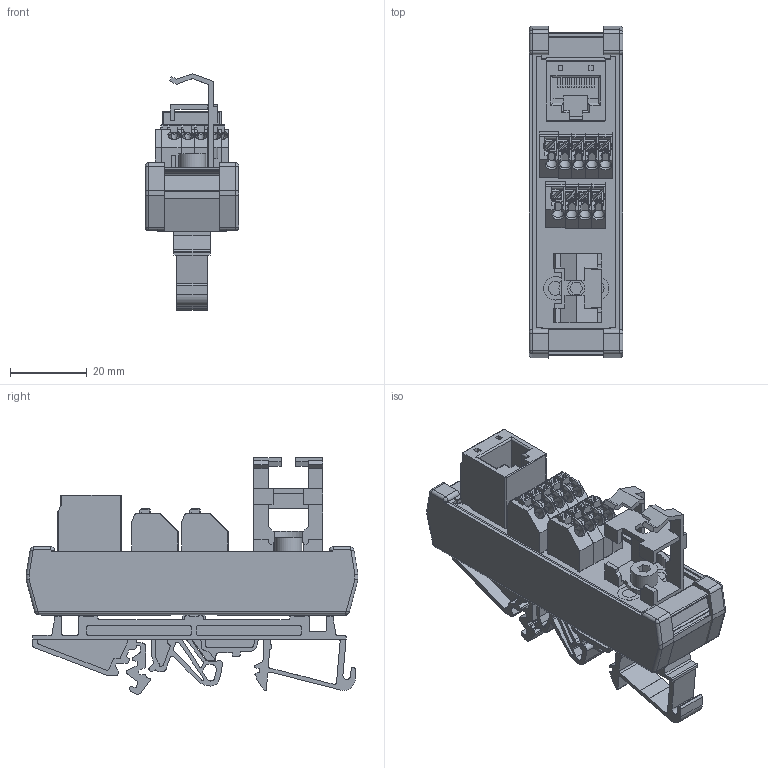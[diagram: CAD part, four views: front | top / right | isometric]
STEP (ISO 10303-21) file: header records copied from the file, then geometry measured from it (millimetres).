
FILE_DESCRIPTION(/* description */ (''),/* implementation_level */ '2;1');
FILE_NAME(/* name */'15904_2_RJS45_SH.stp',/* time_stamp */ '2022-08-10T14:01:07+02:00',/* author */ (''),/* organization */ (''),/* preprocessor_version */ 'ST-DEVELOPER v19',/* originating_system */ 'Autodesk Translation Framework v11.7.0.108',/* authorisation */ '');
FILE_SCHEMA (('AUTOMOTIVE_DESIGN { 1 0 10303 214 3 1 1 }'));
Length unit declared in the file: millimetre
Products named in the file (27): Rjs45-sh; Rjs45-sh.rev0_BoardAndModels; Submodel-AssyDefn_3; 5683_RF_SP_1.stp; Submodel-AssyDefn_2; 5681_AP_1_TS.stp; Submodel-AssyDefn_1; 5680_RS-SP_1_18_mm.stp; DesignRootModel; uid__9223372036854776278; Submodel-J_semi_RJ45_part_CON_slash_RJ45-133184; Submodel-/ccnl-dcCCNOntwikkeling openstaande ontwerpenErikRJS45-SHRjs
45-sh.rev0_PCB3DImportedPartModels855065002.stp; 855065002.xtd; Submodel-PK_semi_PBK4291_part_TER_slash_PBK4291_slash_3.50_slash_1S; Submodel-/ccnl-dcCCNOntwikkeling openstaande ontwerpenErikRJS45-SHRjs
45-sh.rev0_PCB3DImportedPartModelsR_AK4291_1KDVP_35_Pin_hinten.stp; PTR_AK4291_1KDVP_35_Pin_hinten.xtd; Submodel-PK_semi_PBK4291_part_TER_slash_PBK4291_slash_3.50; Submodel-/ccnl-dcCCNOntwikkeling openstaande ontwerpenErikRJS45-SHRjs
45-sh.rev0_PCB3DImportedPartModelsR_AK4291_1KDVP_35_ohne_SW_Pin_hinten.
stp; PTR_AK4291_1KDVP_35_ohne_SW_Pin_hinten.xtd; Submodel-PK_semi_SAB8-D_part_TER_slash_SAB8-D; Submodel-/ccnl-dcCCNOntwikkeling openstaande ontwerpenErikRJS45-SHRjs
45-sh.rev0_PCB3DImportedPartModels1549_0_SAB_8-D_select.stp; 1549_0_SAB_8-D_select.xtd; Submodel-MM_semi_KABELBEUGEL1_3590784622_part_MTM_slash_KABELBEUGEL1; Submodel-noModelForPart_MM_semi_KABELBEUGEL1_3590784622; placementOutline; placementOutline (1); placementOutline (2)
Assembly tree (34 placements, depth 6):
  Rjs45-sh
    Rjs45-sh.rev0_BoardAndModels
      Submodel-AssyDefn_3
        5683_RF_SP_1.stp
      Submodel-AssyDefn_2  x2
        5681_AP_1_TS.stp
      Submodel-AssyDefn_1
        5680_RS-SP_1_18_mm.stp
      DesignRootModel
        uid__9223372036854776278
        Submodel-J_semi_RJ45_part_CON_slash_RJ45-133184
          Submodel-/ccnl-dcCCNOntwikkeling openstaande ontwerpenErikRJS45-SHRjs
45-sh.rev0_PCB3DImportedPartModels855065002.stp
            855065002.xtd
        Submodel-PK_semi_PBK4291_part_TER_slash_PBK4291_slash_3.50_slash_1S  x2
          Submodel-/ccnl-dcCCNOntwikkeling openstaande ontwerpenErikRJS45-SHRjs
45-sh.rev0_PCB3DImportedPartModelsR_AK4291_1KDVP_35_Pin_hinten.stp
            PTR_AK4291_1KDVP_35_Pin_hinten.xtd
        Submodel-PK_semi_PBK4291_part_TER_slash_PBK4291_slash_3.50  x7
          Submodel-/ccnl-dcCCNOntwikkeling openstaande ontwerpenErikRJS45-SHRjs
45-sh.rev0_PCB3DImportedPartModelsR_AK4291_1KDVP_35_ohne_SW_Pin_hinten.
stp
            PTR_AK4291_1KDVP_35_ohne_SW_Pin_hinten.xtd
        Submodel-PK_semi_SAB8-D_part_TER_slash_SAB8-D
          Submodel-/ccnl-dcCCNOntwikkeling openstaande ontwerpenErikRJS45-SHRjs
45-sh.rev0_PCB3DImportedPartModels1549_0_SAB_8-D_select.stp
            1549_0_SAB_8-D_select.xtd
        Submodel-MM_semi_KABELBEUGEL1_3590784622_part_MTM_slash_KABELBEUGEL1
          Submodel-noModelForPart_MM_semi_KABELBEUGEL1_3590784622
            placementOutline
            placementOutline (1)
            placementOutline (2)
Bounding box: 24.33 x 86.4 x 61.58 mm (x, y, z)
Volume: 26235.2 mm3; surface area: 37857.1 mm2
Topology: 19 solids, 21 shells, 2330 faces, 6436 edges, 4236 vertices
Faces by surface type: plane 1546, cylinder 565, torus 105, cone 102, bspline 12
Full cylindrical faces by diameter (mm): 0.9 x28, 1.1 x7, 3 x1, 3.556 x2, 3.76 x1, 4 x1, 4.5 x1, 7 x1
Entity records: 43862 total; most frequent: CARTESIAN_POINT 7933, ORIENTED_EDGE 7476, DIRECTION 7315, EDGE_CURVE 3738, LINE 2875, VECTOR 2875, VERTEX_POINT 2464, AXIS2_PLACEMENT_3D 2220
